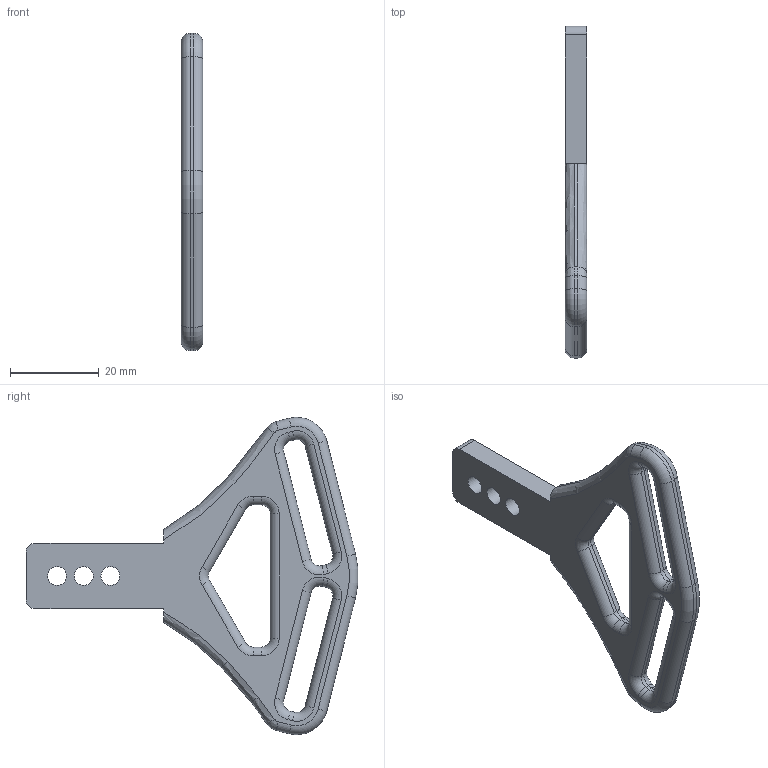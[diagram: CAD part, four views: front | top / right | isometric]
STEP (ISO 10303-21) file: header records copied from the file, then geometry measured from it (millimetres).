
FILE_DESCRIPTION(/* description */ (''),/* implementation_level */ '2;1');
FILE_NAME(/* name */ 'Passant (1) (1).step',/* time_stamp */ '2021-10-12T20:26:48+02:00',/* author */ (''),/* organization */ (''),/* preprocessor_version */ 'ST-DEVELOPER v18.1',/* originating_system */ 'Autodesk Translation Framework v10.10.0.1391',/* authorisation */ '');
FILE_SCHEMA (('AUTOMOTIVE_DESIGN { 1 0 10303 214 3 1 1 }'));
Length unit declared in the file: millimetre
Products named in the file (1): Passant (1) (1)
Bounding box: 4.9 x 74.75 x 71.41 mm (x, y, z)
Volume: 8822.6 mm3; surface area: 5630.6 mm2
Topology: 1 solids, 1 shells, 129 faces, 305 edges, 178 vertices
Faces by surface type: cylinder 57, torus 32, plane 24, bspline 16
Full cylindrical faces by diameter (mm): 4.234 x3
Entity records: 4168 total; most frequent: CARTESIAN_POINT 1132, DIRECTION 669, ORIENTED_EDGE 610, EDGE_CURVE 305, AXIS2_PLACEMENT_3D 272, VERTEX_POINT 178, CIRCLE 158, EDGE_LOOP 141
